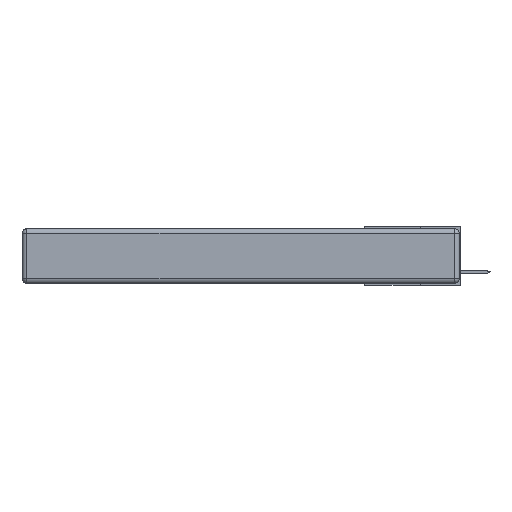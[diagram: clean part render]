
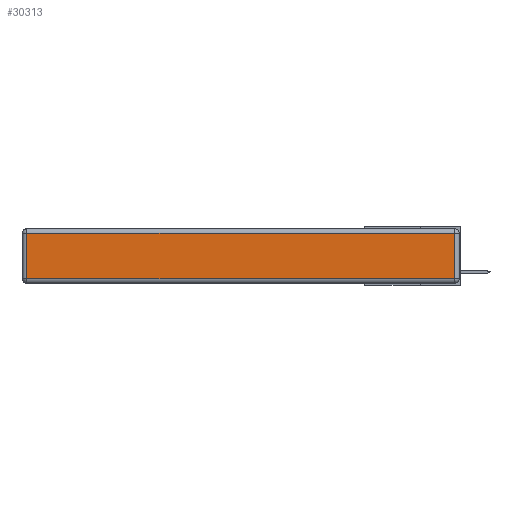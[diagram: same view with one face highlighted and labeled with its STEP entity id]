
A CAD part, left-side view. The second image highlights one B-rep face of the part: STEP entity #30313.
In plain terms, the highlighted planar face has unit normal (-1, 0, 0).
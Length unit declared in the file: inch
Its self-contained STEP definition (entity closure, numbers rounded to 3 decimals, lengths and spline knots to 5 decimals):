
#469 = EDGE_LOOP ( 'NONE', ( #6432, #19079, #18503, #28076 ) ) ;
#1653 = CARTESIAN_POINT ( 'NONE',  ( 0., 0.03, -0.343 ) ) ;
#2568 = LINE ( 'NONE', #1653, #17116 ) ;
#2597 = VECTOR ( 'NONE', #25027, 39.37008 ) ;
#5893 = CARTESIAN_POINT ( 'NONE',  ( 0., 2.72, -0.343 ) ) ;
#6343 = CARTESIAN_POINT ( 'NONE',  ( 0., 0., -0.343 ) ) ;
#6432 = ORIENTED_EDGE ( 'NONE', *, *, #15545, .T. ) ;
#6705 = VERTEX_POINT ( 'NONE', #27567 ) ;
#9902 = CARTESIAN_POINT ( 'NONE',  ( 0., 2.75, -0.03 ) ) ;
#11020 = VERTEX_POINT ( 'NONE', #19303 ) ;
#11919 = VERTEX_POINT ( 'NONE', #29423 ) ;
#12255 = LINE ( 'NONE', #21145, #18322 ) ;
#13570 = EDGE_CURVE ( 'NONE', #11020, #11919, #28577, .T. ) ;
#13791 = EDGE_CURVE ( 'NONE', #6705, #23973, #2568, .T. ) ;
#14744 = VECTOR ( 'NONE', #22094, 39.37008 ) ;
#15545 = EDGE_CURVE ( 'NONE', #11919, #6705, #12255, .T. ) ;
#17116 = VECTOR ( 'NONE', #23823, 39.37008 ) ;
#18322 = VECTOR ( 'NONE', #26267, 39.37008 ) ;
#18503 = ORIENTED_EDGE ( 'NONE', *, *, #18808, .T. ) ;
#18808 = EDGE_CURVE ( 'NONE', #23973, #11020, #31148, .T. ) ;
#19079 = ORIENTED_EDGE ( 'NONE', *, *, #13791, .T. ) ;
#19303 = CARTESIAN_POINT ( 'NONE',  ( 0., 2.72, -0.03 ) ) ;
#19480 = FACE_OUTER_BOUND ( 'NONE', #469, .T. ) ;
#21145 = CARTESIAN_POINT ( 'NONE',  ( 0., 0., -0.313 ) ) ;
#22094 = DIRECTION ( 'NONE',  ( 0., 1., 0. ) ) ;
#22576 = CARTESIAN_POINT ( 'NONE',  ( 0., 0.03, -0.03 ) ) ;
#23823 = DIRECTION ( 'NONE',  ( 0., 0., 1. ) ) ;
#23973 = VERTEX_POINT ( 'NONE', #22576 ) ;
#25027 = DIRECTION ( 'NONE',  ( 0., 0., -1. ) ) ;
#25927 = DIRECTION ( 'NONE',  ( -1., 0., 0. ) ) ;
#26030 = PLANE ( 'NONE',  #31278 ) ;
#26267 = DIRECTION ( 'NONE',  ( 0., -1., 0. ) ) ;
#27567 = CARTESIAN_POINT ( 'NONE',  ( 0., 0.03, -0.313 ) ) ;
#28076 = ORIENTED_EDGE ( 'NONE', *, *, #13570, .T. ) ;
#28577 = LINE ( 'NONE', #5893, #2597 ) ;
#29423 = CARTESIAN_POINT ( 'NONE',  ( 0., 2.72, -0.313 ) ) ;
#30313 = ADVANCED_FACE ( 'NONE', ( #19480 ), #26030, .T. ) ;
#30880 = DIRECTION ( 'NONE',  ( 0., 0., 1. ) ) ;
#31148 = LINE ( 'NONE', #9902, #14744 ) ;
#31278 = AXIS2_PLACEMENT_3D ( 'NONE', #6343, #25927, #30880 ) ;
